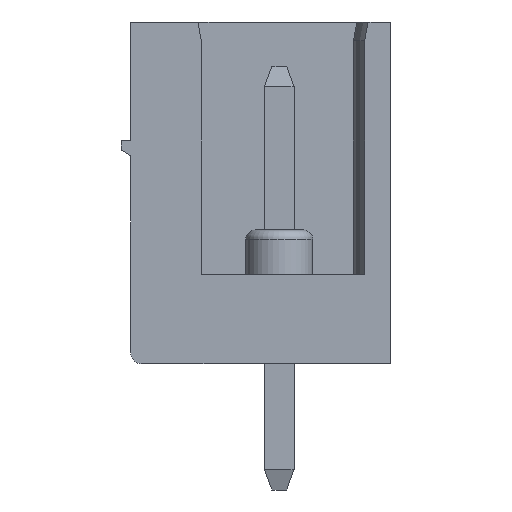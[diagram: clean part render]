
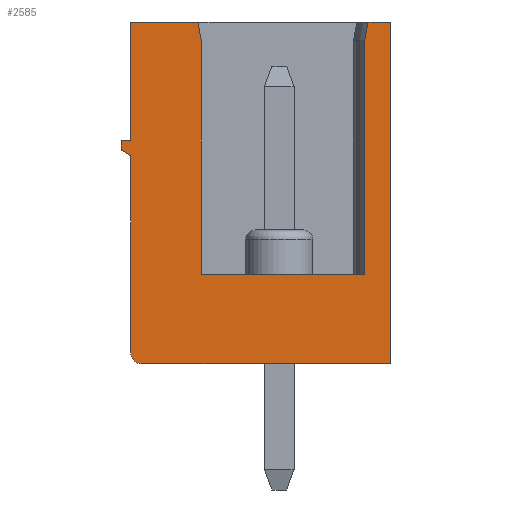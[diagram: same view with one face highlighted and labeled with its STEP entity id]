
A CAD part, left-side view. The second image highlights one B-rep face of the part: STEP entity #2585.
In plain terms, the highlighted planar face has unit normal (-1, 0, 0).
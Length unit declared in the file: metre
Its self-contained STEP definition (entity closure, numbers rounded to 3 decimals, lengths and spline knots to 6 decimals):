
#2585=ADVANCED_FACE('',(#5354),#5355,.F.);
#5354=FACE_OUTER_BOUND('',#8252,.T.);
#5355=PLANE('',#8253);
#8252=EDGE_LOOP('',(#16081,#16082,#16083,#16084,#16085,#16086,#16087,#16088,#16089,#16090,#16091,#16092,#16093,#16094,#16095));
#8253=AXIS2_PLACEMENT_3D('',#16096,#16097,#16098);
#16081=ORIENTED_EDGE('',*,*,#17247,.T.);
#16082=ORIENTED_EDGE('',*,*,#17671,.F.);
#16083=ORIENTED_EDGE('',*,*,#17549,.F.);
#16084=ORIENTED_EDGE('',*,*,#17293,.F.);
#16085=ORIENTED_EDGE('',*,*,#20086,.T.);
#16086=ORIENTED_EDGE('',*,*,#20152,.T.);
#16087=ORIENTED_EDGE('',*,*,#20163,.F.);
#16088=ORIENTED_EDGE('',*,*,#20037,.T.);
#16089=ORIENTED_EDGE('',*,*,#20122,.F.);
#16090=ORIENTED_EDGE('',*,*,#17279,.F.);
#16091=ORIENTED_EDGE('',*,*,#17235,.F.);
#16092=ORIENTED_EDGE('',*,*,#17227,.F.);
#16093=ORIENTED_EDGE('',*,*,#17231,.F.);
#16094=ORIENTED_EDGE('',*,*,#17239,.F.);
#16095=ORIENTED_EDGE('',*,*,#17243,.F.);
#16096=CARTESIAN_POINT('',(-1.086627,0.01086,0.000933));
#16097=DIRECTION('',(1.0,0.0,0.0));
#16098=DIRECTION('',(0.0,1.0,-0.0));
#17227=EDGE_CURVE('',#20573,#20569,#20575,.T.);
#17231=EDGE_CURVE('',#20579,#20573,#20581,.T.);
#17235=EDGE_CURVE('',#20569,#20584,#20587,.T.);
#17239=EDGE_CURVE('',#20591,#20579,#20593,.T.);
#17243=EDGE_CURVE('',#20597,#20591,#20599,.T.);
#17247=EDGE_CURVE('',#20597,#20603,#20605,.F.);
#17279=EDGE_CURVE('',#20584,#20667,#20668,.T.);
#17293=EDGE_CURVE('',#20693,#20636,#20695,.T.);
#17549=EDGE_CURVE('',#20636,#21205,#21206,.T.);
#17671=EDGE_CURVE('',#21205,#20603,#21419,.T.);
#20037=EDGE_CURVE('',#24718,#24719,#24720,.T.);
#20086=EDGE_CURVE('',#20693,#24791,#24792,.T.);
#20122=EDGE_CURVE('',#20667,#24719,#24838,.T.);
#20152=EDGE_CURVE('',#24791,#24871,#24872,.T.);
#20163=EDGE_CURVE('',#24718,#24871,#24883,.T.);
#20569=VERTEX_POINT('',#25445);
#20573=VERTEX_POINT('',#25451);
#20575=LINE('',#25454,#25455);
#20579=VERTEX_POINT('',#25460);
#20581=LINE('',#25463,#25464);
#20584=VERTEX_POINT('',#25467);
#20587=LINE('',#25472,#25473);
#20591=VERTEX_POINT('',#25478);
#20593=LINE('',#25481,#25482);
#20597=VERTEX_POINT('',#25487);
#20599=LINE('',#25490,#25491);
#20603=VERTEX_POINT('',#25495);
#20605=CIRCLE('',#25498,0.0003);
#20636=VERTEX_POINT('',#25542);
#20667=VERTEX_POINT('',#25588);
#20668=LINE('',#25589,#25590);
#20693=VERTEX_POINT('',#25626);
#20695=LINE('',#25629,#25630);
#21205=VERTEX_POINT('',#26373);
#21206=LINE('',#26374,#26375);
#21419=LINE('',#26704,#26705);
#24718=VERTEX_POINT('',#31594);
#24719=VERTEX_POINT('',#31595);
#24720=LINE('',#31596,#31597);
#24791=VERTEX_POINT('',#31702);
#24792=LINE('',#31703,#31704);
#24838=LINE('',#31771,#31772);
#24871=VERTEX_POINT('',#31820);
#24872=LINE('',#31821,#31822);
#24883=LINE('',#31836,#31837);
#25445=CARTESIAN_POINT('',(-1.086627,0.01086,-0.002267));
#25451=CARTESIAN_POINT('',(-1.086627,0.01111,-0.002267));
#25454=CARTESIAN_POINT('',(-1.086627,0.01086,-0.002267));
#25455=VECTOR('',#32667,1.0);
#25460=CARTESIAN_POINT('',(-1.086627,0.01111,-0.002517));
#25463=CARTESIAN_POINT('',(-1.086627,0.01111,-0.002267));
#25464=VECTOR('',#32670,1.0);
#25467=CARTESIAN_POINT('',(-1.086627,0.01086,0.000933));
#25472=CARTESIAN_POINT('',(-1.086627,0.01086,0.000933));
#25473=VECTOR('',#32673,1.0);
#25478=CARTESIAN_POINT('',(-1.086627,0.01086,-0.002667));
#25481=CARTESIAN_POINT('',(-1.086627,0.01111,-0.002517));
#25482=VECTOR('',#32676,1.0);
#25487=CARTESIAN_POINT('',(-1.086627,0.01086,-0.007967));
#25490=CARTESIAN_POINT('',(-1.086627,0.01086,-0.002667));
#25491=VECTOR('',#32679,1.0);
#25495=CARTESIAN_POINT('',(-1.086627,0.01056,-0.008267));
#25498=AXIS2_PLACEMENT_3D('',#32684,#32685,#32686);
#25542=CARTESIAN_POINT('',(-1.086627,0.00386,0.000933));
#25588=CARTESIAN_POINT('',(-1.086627,0.009048,0.000933));
#25589=CARTESIAN_POINT('',(-1.086627,0.00386,0.000933));
#25590=VECTOR('',#32721,1.0);
#25626=CARTESIAN_POINT('',(-1.086627,0.004471,0.000933));
#25629=CARTESIAN_POINT('',(-1.086627,0.00386,0.000933));
#25630=VECTOR('',#32737,1.0);
#26373=CARTESIAN_POINT('',(-1.086627,0.00386,-0.008267));
#26374=CARTESIAN_POINT('',(-1.086627,0.00386,-0.008267));
#26375=VECTOR('',#33034,1.0);
#26704=CARTESIAN_POINT('',(-1.086627,0.01056,-0.008267));
#26705=VECTOR('',#33163,1.0);
#31594=CARTESIAN_POINT('',(-1.086627,0.00896,-0.005867));
#31595=CARTESIAN_POINT('',(-1.086627,0.00896,0.000433));
#31596=CARTESIAN_POINT('',(-1.086627,0.00896,-0.005567));
#31597=VECTOR('',#34886,1.0);
#31702=CARTESIAN_POINT('',(-1.086627,0.00456,0.000433));
#31703=CARTESIAN_POINT('',(-1.086627,0.005565,-0.005267));
#31704=VECTOR('',#34924,1.0);
#31771=CARTESIAN_POINT('',(-1.086627,0.009048,0.000933));
#31772=VECTOR('',#34952,1.0);
#31820=CARTESIAN_POINT('',(-1.086627,0.00456,-0.005867));
#31821=CARTESIAN_POINT('',(-1.086627,0.00456,-0.005567));
#31822=VECTOR('',#34971,1.0);
#31836=CARTESIAN_POINT('',(-1.086627,0.00386,-0.005867));
#31837=VECTOR('',#34975,1.0);
#32667=DIRECTION('',(0.0,-1.0,0.));
#32670=DIRECTION('',(0.0,0.,1.0));
#32673=DIRECTION('',(0.0,0.,1.0));
#32676=DIRECTION('',(0.0,0.857,0.514));
#32679=DIRECTION('',(0.0,0.,1.0));
#32684=CARTESIAN_POINT('',(-1.086627,0.01056,-0.007967));
#32685=DIRECTION('',(1.0,0.0,0.0));
#32686=DIRECTION('',(0.0,0.0,-1.0));
#32721=DIRECTION('',(0.0,-1.0,0.));
#32737=DIRECTION('',(0.0,-1.0,0.));
#33034=DIRECTION('',(0.0,0.,-1.0));
#33163=DIRECTION('',(0.0,1.0,0.));
#34886=DIRECTION('',(0.0,0.,1.0));
#34924=DIRECTION('',(0.0,0.174,-0.985));
#34952=DIRECTION('',(0.0,-0.174,-0.985));
#34971=DIRECTION('',(0.0,0.,-1.0));
#34975=DIRECTION('',(0.0,-1.0,0.));
